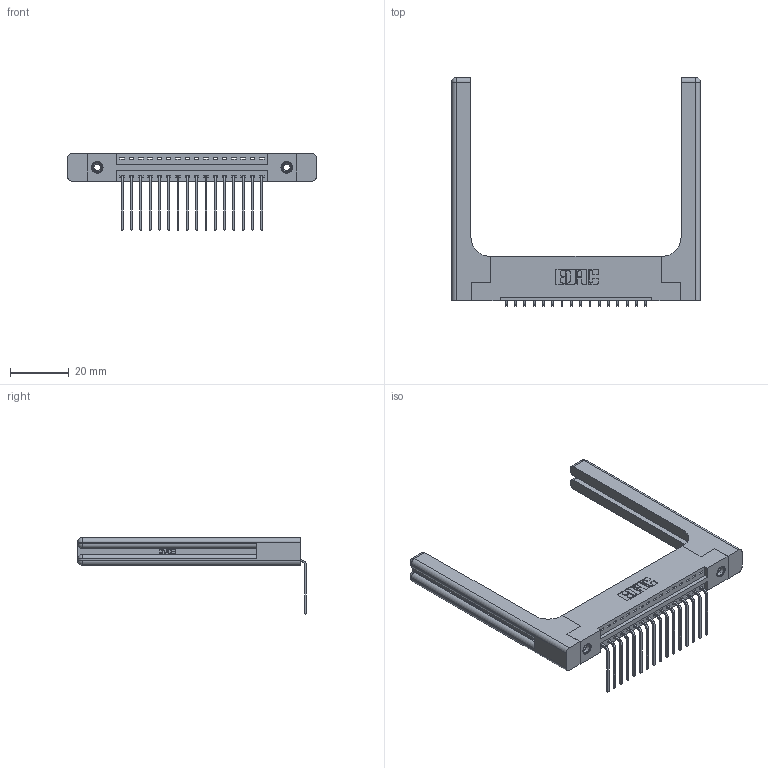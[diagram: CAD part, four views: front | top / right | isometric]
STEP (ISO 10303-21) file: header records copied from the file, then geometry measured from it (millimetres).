
FILE_DESCRIPTION (( 'STEP AP203' ), '1' );
FILE_NAME ('396-016-559-158.STEP', '2019-10-31T20:38:26', ( '' ), ( '' ), 'SwSTEP 2.0', 'SolidWorks 2016', '' );
FILE_SCHEMA (( 'CONFIG_CONTROL_DESIGN' ));
Length unit declared in the file: inch
Products named in the file (5): 345-250-001_345-250-001-102; 346-220-058_345-220-058; 396-016-559-158; 346 Part_Flush Mounting Lugs - 0.156 Dia-TH; 345-292-001_558 559 Tail - 1
Assembly tree (21 placements, depth 2):
  396-016-559-158
    346 Part_Flush Mounting Lugs - 0.156 Dia-TH
    345-292-001_558 559 Tail - 1  x16
    345-250-001_345-250-001-102  x2
    346-220-058_345-220-058  x2
Bounding box: 84.86 x 78.04 x 26.16 mm (x, y, z)
Volume: 15515.7 mm3; surface area: 15202.6 mm2
Topology: 21 solids, 21 shells, 1338 faces, 3907 edges, 2562 vertices
Faces by surface type: plane 896, cylinder 382, bspline 36, cone 12, sphere 8, torus 4
Entity records: 18696 total; most frequent: CARTESIAN_POINT 4193, ORIENTED_EDGE 2940, DIRECTION 2662, EDGE_CURVE 1470, VECTOR 1182, LINE 1182, VERTEX_POINT 970, AXIS2_PLACEMENT_3D 740
